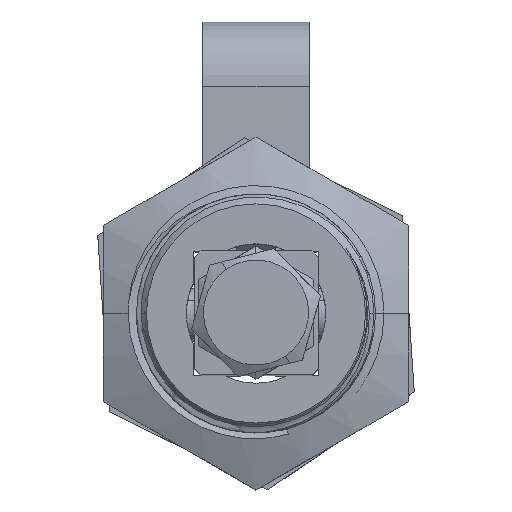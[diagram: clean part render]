
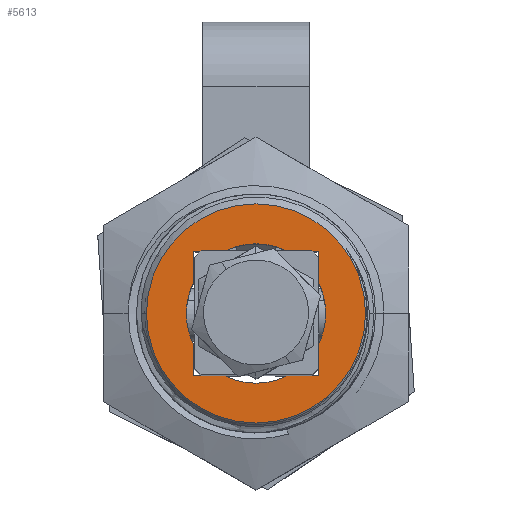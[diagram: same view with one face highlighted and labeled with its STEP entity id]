
A CAD part, top view. The second image highlights one B-rep face of the part: STEP entity #5613.
In plain terms, the highlighted planar face has unit normal (0, 0, 1).
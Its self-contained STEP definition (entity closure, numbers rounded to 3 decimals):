
#204 = DIRECTION ( 'NONE',  ( 0., -1., 0. ) ) ;
#717 = EDGE_CURVE ( 'NONE', #27435, #10721, #27657, .T. ) ;
#4298 = VERTEX_POINT ( 'NONE', #16372 ) ;
#5613 = ADVANCED_FACE ( 'NONE', ( #55111, #44335 ), #35708, .T. ) ;
#6622 = CARTESIAN_POINT ( 'NONE',  ( -9.35, 4.778, 140. ) ) ;
#6707 = ORIENTED_EDGE ( 'NONE', *, *, #23185, .T. ) ;
#6751 = VERTEX_POINT ( 'NONE', #11904 ) ;
#7057 = CARTESIAN_POINT ( 'NONE',  ( 0., 0., 140. ) ) ;
#7195 = AXIS2_PLACEMENT_3D ( 'NONE', #18866, #51971, #23721 ) ;
#7902 = DIRECTION ( 'NONE',  ( 0., -1., 0. ) ) ;
#9021 = ORIENTED_EDGE ( 'NONE', *, *, #22901, .T. ) ;
#9868 = CIRCLE ( 'NONE', #50598, 10.5 ) ;
#10119 = CIRCLE ( 'NONE', #54194, 16.5 ) ;
#10681 = CARTESIAN_POINT ( 'NONE',  ( -9.35, 0., 140. ) ) ;
#10721 = VERTEX_POINT ( 'NONE', #59203 ) ;
#11216 = CARTESIAN_POINT ( 'NONE',  ( 0., 0., 140. ) ) ;
#11353 = CARTESIAN_POINT ( 'NONE',  ( 4.778, 9.35, 140. ) ) ;
#11714 = CARTESIAN_POINT ( 'NONE',  ( -9.35, 9.35, 140. ) ) ;
#11836 = DIRECTION ( 'NONE',  ( -1., 0., 0. ) ) ;
#11904 = CARTESIAN_POINT ( 'NONE',  ( 9.35, 4.778, 140. ) ) ;
#12882 = DIRECTION ( 'NONE',  ( -1., 0., 0. ) ) ;
#13622 = VERTEX_POINT ( 'NONE', #25542 ) ;
#13755 = ORIENTED_EDGE ( 'NONE', *, *, #16528, .T. ) ;
#13820 = EDGE_CURVE ( 'NONE', #13622, #32015, #51787, .T. ) ;
#14780 = EDGE_CURVE ( 'NONE', #10721, #13622, #59001, .T. ) ;
#16030 = CARTESIAN_POINT ( 'NONE',  ( -16.5, 0., 140. ) ) ;
#16072 = DIRECTION ( 'NONE',  ( -1., 0., 0. ) ) ;
#16372 = CARTESIAN_POINT ( 'NONE',  ( 9.35, -9.35, 140. ) ) ;
#16528 = EDGE_CURVE ( 'NONE', #6751, #42107, #9868, .T. ) ;
#17421 = VERTEX_POINT ( 'NONE', #22383 ) ;
#17434 = ORIENTED_EDGE ( 'NONE', *, *, #60398, .T. ) ;
#17553 = CARTESIAN_POINT ( 'NONE',  ( -9.35, -4.778, 140. ) ) ;
#17766 = VECTOR ( 'NONE', #7902, 1000. ) ;
#18179 = EDGE_CURVE ( 'NONE', #32015, #51462, #21211, .T. ) ;
#18866 = CARTESIAN_POINT ( 'NONE',  ( 0., 0., 140. ) ) ;
#19792 = VERTEX_POINT ( 'NONE', #16030 ) ;
#19811 = CARTESIAN_POINT ( 'NONE',  ( 9.35, 9.35, 140. ) ) ;
#21087 = DIRECTION ( 'NONE',  ( 0., 1., 0. ) ) ;
#21211 = LINE ( 'NONE', #11714, #21436 ) ;
#21268 = DIRECTION ( 'NONE',  ( 0., 0., 1. ) ) ;
#21436 = VECTOR ( 'NONE', #49857, 1000. ) ;
#21958 = DIRECTION ( 'NONE',  ( 0., 0., -1. ) ) ;
#22068 = CARTESIAN_POINT ( 'NONE',  ( 9.35, 9.35, 140. ) ) ;
#22284 = EDGE_CURVE ( 'NONE', #17421, #31050, #47333, .T. ) ;
#22383 = CARTESIAN_POINT ( 'NONE',  ( -4.778, -9.35, 140. ) ) ;
#22429 = VERTEX_POINT ( 'NONE', #17553 ) ;
#22463 = EDGE_CURVE ( 'NONE', #4298, #45449, #48159, .T. ) ;
#22901 = EDGE_CURVE ( 'NONE', #42107, #4298, #50859, .T. ) ;
#23185 = EDGE_CURVE ( 'NONE', #45449, #17421, #52401, .T. ) ;
#23376 = EDGE_LOOP ( 'NONE', ( #50176, #32442, #31976, #50969, #40794, #25856, #50205, #30059, #13755, #9021, #60479, #6707, #41844 ) ) ;
#23721 = DIRECTION ( 'NONE',  ( -1., 0., 0. ) ) ;
#24176 = DIRECTION ( 'NONE',  ( 0., 0., 1. ) ) ;
#25403 = CARTESIAN_POINT ( 'NONE',  ( 0., -9.35, 140. ) ) ;
#25542 = CARTESIAN_POINT ( 'NONE',  ( -4.778, 9.35, 140. ) ) ;
#25856 = ORIENTED_EDGE ( 'NONE', *, *, #13820, .T. ) ;
#26960 = CARTESIAN_POINT ( 'NONE',  ( 0., 0., 140. ) ) ;
#27313 = EDGE_CURVE ( 'NONE', #22429, #31750, #29344, .T. ) ;
#27435 = VERTEX_POINT ( 'NONE', #6622 ) ;
#27546 = CARTESIAN_POINT ( 'NONE',  ( -9.35, 0., 140. ) ) ;
#27657 = LINE ( 'NONE', #10681, #35152 ) ;
#27941 = EDGE_CURVE ( 'NONE', #31050, #22429, #36877, .T. ) ;
#28276 = CARTESIAN_POINT ( 'NONE',  ( 9.35, -4.778, 140. ) ) ;
#29344 = CIRCLE ( 'NONE', #48243, 10.5 ) ;
#30059 = ORIENTED_EDGE ( 'NONE', *, *, #60976, .T. ) ;
#30195 = DIRECTION ( 'NONE',  ( -1., 0., 0. ) ) ;
#30581 = CIRCLE ( 'NONE', #36129, 16.5 ) ;
#31050 = VERTEX_POINT ( 'NONE', #60719 ) ;
#31071 = EDGE_CURVE ( 'NONE', #31750, #27435, #46952, .T. ) ;
#31750 = VERTEX_POINT ( 'NONE', #52107 ) ;
#31771 = DIRECTION ( 'NONE',  ( -1., 0., 0. ) ) ;
#31976 = ORIENTED_EDGE ( 'NONE', *, *, #31071, .T. ) ;
#32015 = VERTEX_POINT ( 'NONE', #11353 ) ;
#32442 = ORIENTED_EDGE ( 'NONE', *, *, #27313, .T. ) ;
#32525 = CARTESIAN_POINT ( 'NONE',  ( -9.35, 9.35, 140. ) ) ;
#32699 = EDGE_CURVE ( 'NONE', #19792, #47920, #10119, .T. ) ;
#33953 = AXIS2_PLACEMENT_3D ( 'NONE', #50281, #21958, #54879 ) ;
#34503 = AXIS2_PLACEMENT_3D ( 'NONE', #36597, #35189, #50850 ) ;
#34933 = CARTESIAN_POINT ( 'NONE',  ( 16.5, 0., 140. ) ) ;
#35152 = VECTOR ( 'NONE', #21087, 1000. ) ;
#35189 = DIRECTION ( 'NONE',  ( 0., 0., 1. ) ) ;
#35708 = PLANE ( 'NONE',  #34503 ) ;
#36129 = AXIS2_PLACEMENT_3D ( 'NONE', #52396, #24176, #56973 ) ;
#36597 = CARTESIAN_POINT ( 'NONE',  ( 0., 0., 140. ) ) ;
#36764 = CARTESIAN_POINT ( 'NONE',  ( 4.778, -9.35, 140. ) ) ;
#36791 = CARTESIAN_POINT ( 'NONE',  ( 0., -9.35, 140. ) ) ;
#36877 = LINE ( 'NONE', #27546, #36885 ) ;
#36885 = VECTOR ( 'NONE', #60179, 1000. ) ;
#37259 = DIRECTION ( 'NONE',  ( 1., 0., 0. ) ) ;
#40600 = DIRECTION ( 'NONE',  ( 0., 0., -1. ) ) ;
#40794 = ORIENTED_EDGE ( 'NONE', *, *, #14780, .T. ) ;
#41013 = LINE ( 'NONE', #22068, #17766 ) ;
#41844 = ORIENTED_EDGE ( 'NONE', *, *, #22284, .T. ) ;
#42107 = VERTEX_POINT ( 'NONE', #28276 ) ;
#44335 = FACE_OUTER_BOUND ( 'NONE', #55020, .T. ) ;
#44736 = DIRECTION ( 'NONE',  ( 0., 0., -1. ) ) ;
#45449 = VERTEX_POINT ( 'NONE', #36764 ) ;
#46952 = CIRCLE ( 'NONE', #7195, 10.5 ) ;
#47333 = LINE ( 'NONE', #25403, #47385 ) ;
#47385 = VECTOR ( 'NONE', #30195, 1000. ) ;
#47920 = VERTEX_POINT ( 'NONE', #34933 ) ;
#47936 = CARTESIAN_POINT ( 'NONE',  ( 9.35, 0., 140. ) ) ;
#48159 = LINE ( 'NONE', #36791, #48416 ) ;
#48243 = AXIS2_PLACEMENT_3D ( 'NONE', #11216, #44736, #16072 ) ;
#48416 = VECTOR ( 'NONE', #12882, 1000. ) ;
#49617 = CARTESIAN_POINT ( 'NONE',  ( 0., 0., 140. ) ) ;
#49857 = DIRECTION ( 'NONE',  ( 1., 0., 0. ) ) ;
#50176 = ORIENTED_EDGE ( 'NONE', *, *, #27941, .T. ) ;
#50205 = ORIENTED_EDGE ( 'NONE', *, *, #18179, .T. ) ;
#50281 = CARTESIAN_POINT ( 'NONE',  ( 0., 0., 140. ) ) ;
#50598 = AXIS2_PLACEMENT_3D ( 'NONE', #7057, #40600, #11836 ) ;
#50850 = DIRECTION ( 'NONE',  ( 1., 0., 0. ) ) ;
#50859 = LINE ( 'NONE', #47936, #50916 ) ;
#50916 = VECTOR ( 'NONE', #204, 1000. ) ;
#50969 = ORIENTED_EDGE ( 'NONE', *, *, #717, .T. ) ;
#51462 = VERTEX_POINT ( 'NONE', #19811 ) ;
#51787 = CIRCLE ( 'NONE', #33953, 10.5 ) ;
#51971 = DIRECTION ( 'NONE',  ( 0., 0., -1. ) ) ;
#52107 = CARTESIAN_POINT ( 'NONE',  ( -10.5, 0., 140. ) ) ;
#52302 = ORIENTED_EDGE ( 'NONE', *, *, #32699, .T. ) ;
#52396 = CARTESIAN_POINT ( 'NONE',  ( 0., 0., 140. ) ) ;
#52401 = CIRCLE ( 'NONE', #52685, 10.5 ) ;
#52685 = AXIS2_PLACEMENT_3D ( 'NONE', #26960, #59603, #31771 ) ;
#54194 = AXIS2_PLACEMENT_3D ( 'NONE', #49617, #21268, #54200 ) ;
#54200 = DIRECTION ( 'NONE',  ( -1., 0., 0. ) ) ;
#54879 = DIRECTION ( 'NONE',  ( -1., 0., 0. ) ) ;
#55020 = EDGE_LOOP ( 'NONE', ( #52302, #17434 ) ) ;
#55111 = FACE_BOUND ( 'NONE', #23376, .T. ) ;
#56973 = DIRECTION ( 'NONE',  ( -1., 0., 0. ) ) ;
#59001 = LINE ( 'NONE', #32525, #59162 ) ;
#59162 = VECTOR ( 'NONE', #37259, 1000. ) ;
#59203 = CARTESIAN_POINT ( 'NONE',  ( -9.35, 9.35, 140. ) ) ;
#59603 = DIRECTION ( 'NONE',  ( 0., 0., -1. ) ) ;
#60179 = DIRECTION ( 'NONE',  ( 0., 1., 0. ) ) ;
#60398 = EDGE_CURVE ( 'NONE', #47920, #19792, #30581, .T. ) ;
#60479 = ORIENTED_EDGE ( 'NONE', *, *, #22463, .T. ) ;
#60719 = CARTESIAN_POINT ( 'NONE',  ( -9.35, -9.35, 140. ) ) ;
#60976 = EDGE_CURVE ( 'NONE', #51462, #6751, #41013, .T. ) ;
